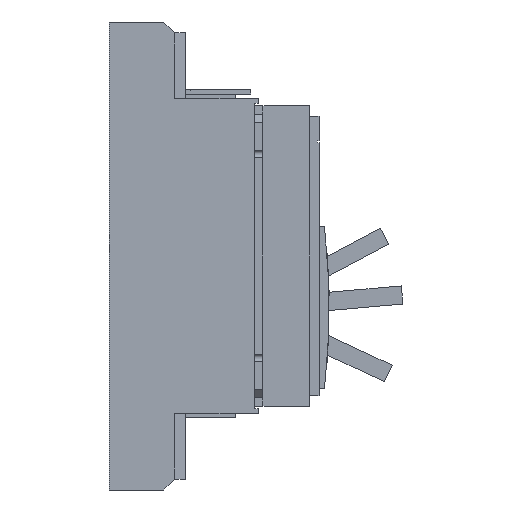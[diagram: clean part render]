
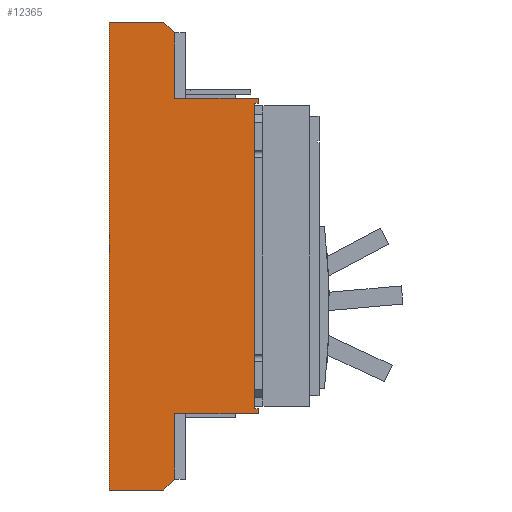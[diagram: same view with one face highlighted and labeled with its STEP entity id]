
A CAD part, left-side view. The second image highlights one B-rep face of the part: STEP entity #12365.
In plain terms, the highlighted planar face has unit normal (-1, 0, 0).
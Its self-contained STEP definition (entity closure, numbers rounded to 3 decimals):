
#8675=CARTESIAN_POINT('POINT1398',(-105.029,-45.72,
   155.702));
#8676=VERTEX_POINT('VERTEX1398',#8675);
#9440=CARTESIAN_POINT('POINT1431',(-105.029,-45.72,
   -155.702));
#9441=VERTEX_POINT('VERTEX1431',#9440);
#10663=CARTESIAN_POINT('POINT1501',(-105.029,-38.1,
   163.322));
#10664=VERTEX_POINT('VERTEX1501',#10663);
#10667=CARTESIAN_POINT('POS2689',(-105.029,-83.998,
   117.424));
#10668=DIRECTION('DIR3603',(0.,0.707,
   0.707));
#10669=VECTOR('VEC1775',#10668,25.4);
#10670=LINE('STRAIGHT1775',#10667,#10669);
#10671=EDGE_CURVE('EDGE2298',#8676,#10664,#10670,.T.);
#10684=CARTESIAN_POINT('POINT1502',(-105.029,-45.72,
   109.982));
#10685=VERTEX_POINT('VERTEX1502',#10684);
#10686=CARTESIAN_POINT('POS2691',(-105.029,-45.72,
   81.661));
#10687=DIRECTION('DIR3606',(0.,0.,1.));
#10688=VECTOR('VEC1776',#10687,25.4);
#10689=LINE('STRAIGHT1776',#10686,#10688);
#10690=EDGE_CURVE('EDGE2299',#10685,#8676,#10689,.T.);
#10718=CARTESIAN_POINT('POINT1503',(-105.029,-104.219,
   109.982));
#10719=VERTEX_POINT('VERTEX1503',#10718);
#10720=CARTESIAN_POINT('POS2694',(-105.029,-51.22,
   109.982));
#10721=DIRECTION('DIR3610',(0.,1.,0.));
#10722=VECTOR('VEC1778',#10721,25.4);
#10723=LINE('STRAIGHT1778',#10720,#10722);
#10724=EDGE_CURVE('EDGE2301',#10719,#10685,#10723,.T.);
#10752=CARTESIAN_POINT('POINT1505',(-105.029,-104.219,
   -109.982));
#10753=VERTEX_POINT('VERTEX1505',#10752);
#10770=CARTESIAN_POINT('POINT1508',(-105.029,-104.219,
   -106.486));
#10771=VERTEX_POINT('VERTEX1508',#10770);
#10778=CARTESIAN_POINT('POS2701',(-105.029,-104.219,0.
   ));
#10779=DIRECTION('DIR3618',(0.,0.,-1.));
#10780=VECTOR('VEC1784',#10779,25.4);
#10781=LINE('STRAIGHT1784',#10778,#10780);
#10782=EDGE_CURVE('EDGE2307',#10771,#10753,#10781,.T.);
#10804=CARTESIAN_POINT('POINT1509',(-105.029,-45.72,
   -109.982));
#10805=VERTEX_POINT('VERTEX1509',#10804);
#10806=CARTESIAN_POINT('POS2704',(-105.029,-65.444,
   -109.982));
#10807=DIRECTION('DIR3622',(0.,-1.,0.));
#10808=VECTOR('VEC1786',#10807,25.4);
#10809=LINE('STRAIGHT1786',#10806,#10808);
#10810=EDGE_CURVE('EDGE2309',#10805,#10753,#10809,.T.);
#10838=CARTESIAN_POINT('POS2707',(-105.029,-45.72,-81.661
   ));
#10839=DIRECTION('DIR3626',(0.,0.,1.));
#10840=VECTOR('VEC1788',#10839,25.4);
#10841=LINE('STRAIGHT1788',#10838,#10840);
#10842=EDGE_CURVE('EDGE2311',#9441,#10805,#10841,.T.);
#10852=CARTESIAN_POINT('POINT1510',(-105.029,-38.1,
   -163.322));
#10853=VERTEX_POINT('VERTEX1510',#10852);
#10858=CARTESIAN_POINT('POS2709',(-105.029,-83.998,
   -117.424));
#10859=DIRECTION('DIR3629',(0.,-0.707,
   0.707));
#10860=VECTOR('VEC1789',#10859,25.4);
#10861=LINE('STRAIGHT1789',#10858,#10860);
#10862=EDGE_CURVE('EDGE2313',#10853,#9441,#10861,.T.);
#10873=CARTESIAN_POINT('POINT1511',(-105.029,-104.219,
   106.486));
#10874=VERTEX_POINT('VERTEX1511',#10873);
#10875=EDGE_CURVE('EDGE2314',#10719,#10874,#10781,.T.);
#11269=CARTESIAN_POINT('POINT1550',(-105.029,0.,163.322)
   );
#11270=VERTEX_POINT('VERTEX1550',#11269);
#11277=CARTESIAN_POINT('POS2759',(-105.029,-52.109,
   163.322));
#11278=DIRECTION('DIR3689',(0.,-1.,0.));
#11279=VECTOR('VEC1829',#11278,25.4);
#11280=LINE('STRAIGHT1829',#11277,#11279);
#11281=EDGE_CURVE('EDGE2359',#11270,#10664,#11280,.T.);
#11312=CARTESIAN_POINT('POINT1551',(-105.029,0.,-163.322
   ));
#11313=VERTEX_POINT('VERTEX1551',#11312);
#11314=CARTESIAN_POINT('POS2761',(-105.029,-52.109,
   -163.322));
#11315=DIRECTION('DIR3692',(0.,1.,0.));
#11316=VECTOR('VEC1830',#11315,25.4);
#11317=LINE('STRAIGHT1830',#11314,#11316);
#11318=EDGE_CURVE('EDGE2360',#10853,#11313,#11317,.T.);
#12305=CARTESIAN_POINT('POINT1595',(-105.029,-101.679,
   -106.486));
#12306=VERTEX_POINT('VERTEX1595',#12305);
#12313=CARTESIAN_POINT('POS2884',(-105.029,-77.529,
   -106.486));
#12314=DIRECTION('DIR3856',(0.,1.,0.));
#12315=VECTOR('VEC1912',#12314,25.4);
#12316=LINE('STRAIGHT1912',#12313,#12315);
#12317=EDGE_CURVE('EDGE2446',#10771,#12306,#12316,.T.);
#12327=ORIENTED_EDGE('COEDGE4799',*,*,#10862,.T.);
#12328=ORIENTED_EDGE('COEDGE4800',*,*,#10842,.T.);
#12329=ORIENTED_EDGE('COEDGE4801',*,*,#10810,.T.);
#12330=ORIENTED_EDGE('COEDGE4802',*,*,#10782,.F.);
#12331=ORIENTED_EDGE('COEDGE4803',*,*,#12317,.T.);
#12332=CARTESIAN_POINT('POINT1596',(-105.029,-101.679,
   106.486));
#12333=VERTEX_POINT('VERTEX1596',#12332);
#12334=CARTESIAN_POINT('POS2886',(-105.029,-101.679,0.
   ));
#12335=DIRECTION('DIR3859',(0.,0.,1.));
#12336=VECTOR('VEC1913',#12335,25.4);
#12337=LINE('STRAIGHT1913',#12334,#12336);
#12338=EDGE_CURVE('EDGE2447',#12306,#12333,#12337,.T.);
#12339=ORIENTED_EDGE('COEDGE4804',*,*,#12338,.T.);
#12340=CARTESIAN_POINT('POS2887',(-105.029,-77.529,
   106.486));
#12341=DIRECTION('DIR3860',(0.,-1.,0.));
#12342=VECTOR('VEC1914',#12341,25.4);
#12343=LINE('STRAIGHT1914',#12340,#12342);
#12344=EDGE_CURVE('EDGE2448',#12333,#10874,#12343,.T.);
#12345=ORIENTED_EDGE('COEDGE4805',*,*,#12344,.T.);
#12346=ORIENTED_EDGE('COEDGE4806',*,*,#10875,.F.);
#12347=ORIENTED_EDGE('COEDGE4807',*,*,#10724,.T.);
#12348=ORIENTED_EDGE('COEDGE4808',*,*,#10690,.T.);
#12349=ORIENTED_EDGE('COEDGE4809',*,*,#10671,.T.);
#12350=ORIENTED_EDGE('COEDGE4810',*,*,#11281,.F.);
#12351=CARTESIAN_POINT('POS2888',(-105.029,0.,0.));
#12352=DIRECTION('DIR3861',(0.,0.,-1.));
#12353=VECTOR('VEC1915',#12352,25.4);
#12354=LINE('STRAIGHT1915',#12351,#12353);
#12355=EDGE_CURVE('EDGE2449',#11270,#11313,#12354,.T.);
#12356=ORIENTED_EDGE('COEDGE4811',*,*,#12355,.T.);
#12357=ORIENTED_EDGE('COEDGE4812',*,*,#11318,.F.);
#12358=EDGE_LOOP('NONE',(#12327,#12328,#12329,#12330,#12331,#12339,
   #12345,#12346,#12347,#12348,#12349,#12350,#12356,#12357));
#12359=FACE_BOUND('LOOP1',#12358,.T.);
#12360=CARTESIAN_POINT('POS2889',(-105.029,-52.109,0.)
   );
#12361=DIRECTION('DIR3862',(1.,0.,0.));
#12362=DIRECTION('DIR3863',(0.,1.,0.));
#12363=AXIS2_PLACEMENT_3D('AXIS974',#12360,#12361,#12362);
#12364=PLANE('PLANE627',#12363);
#12365=ADVANCED_FACE('FACE843',(#12359),#12364,.F.);
